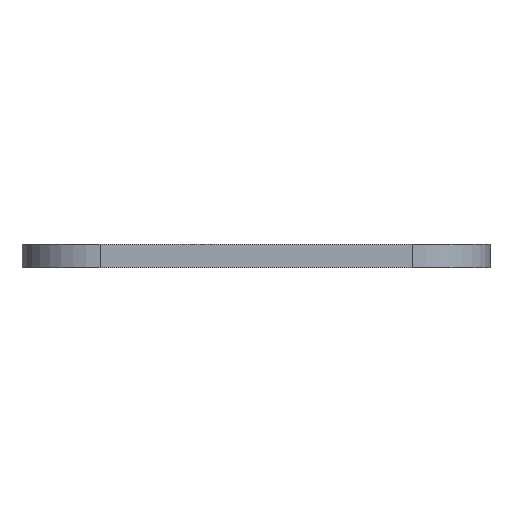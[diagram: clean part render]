
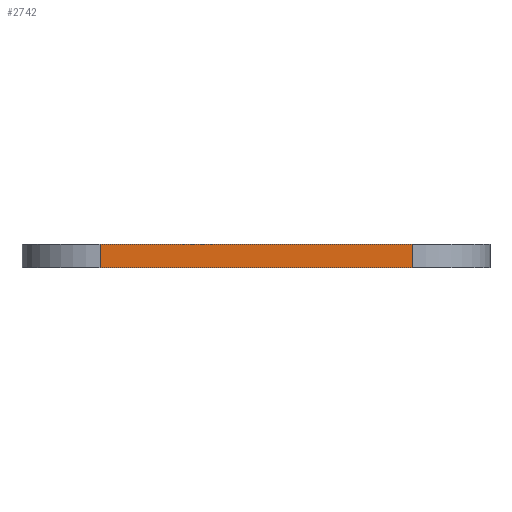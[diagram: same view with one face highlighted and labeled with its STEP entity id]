
A CAD part, front view. The second image highlights one B-rep face of the part: STEP entity #2742.
In plain terms, the highlighted planar face has unit normal (0, -1, 0).
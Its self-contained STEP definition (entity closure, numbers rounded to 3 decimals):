
#100=PLANE('',#3053);
#238=FACE_OUTER_BOUND('',#404,.T.);
#404=EDGE_LOOP('',(#2515,#2516,#2517,#2518));
#422=LINE('',#3973,#666);
#524=LINE('',#4362,#768);
#648=LINE('',#4700,#892);
#649=LINE('',#4702,#893);
#666=VECTOR('',#3139,10.);
#768=VECTOR('',#3493,10.);
#892=VECTOR('',#3887,10.);
#893=VECTOR('',#3890,10.);
#1079=VERTEX_POINT('',#3970);
#1080=VERTEX_POINT('',#3972);
#1240=VERTEX_POINT('',#4359);
#1241=VERTEX_POINT('',#4361);
#1355=EDGE_CURVE('',#1079,#1080,#422,.T.);
#1550=EDGE_CURVE('',#1241,#1240,#524,.T.);
#1720=EDGE_CURVE('',#1240,#1080,#648,.T.);
#1721=EDGE_CURVE('',#1241,#1079,#649,.T.);
#2515=ORIENTED_EDGE('',*,*,#1550,.T.);
#2516=ORIENTED_EDGE('',*,*,#1720,.T.);
#2517=ORIENTED_EDGE('',*,*,#1355,.F.);
#2518=ORIENTED_EDGE('',*,*,#1721,.F.);
#2742=ADVANCED_FACE('',(#238),#100,.T.);
#3053=AXIS2_PLACEMENT_3D('',#4701,#3888,#3889);
#3139=DIRECTION('',(1.,0.,0.));
#3493=DIRECTION('',(1.,0.,0.));
#3887=DIRECTION('',(0.,0.,1.));
#3888=DIRECTION('center_axis',(0.,-1.,0.));
#3889=DIRECTION('ref_axis',(1.,0.,0.));
#3890=DIRECTION('',(0.,0.,1.));
#3970=CARTESIAN_POINT('',(-200.,-240.,12.));
#3972=CARTESIAN_POINT('',(-40.,-240.,12.));
#3973=CARTESIAN_POINT('',(-200.,-240.,12.));
#4359=CARTESIAN_POINT('',(-40.,-240.,0.));
#4361=CARTESIAN_POINT('',(-200.,-240.,0.));
#4362=CARTESIAN_POINT('',(-200.,-240.,0.));
#4700=CARTESIAN_POINT('',(-40.,-240.,0.));
#4701=CARTESIAN_POINT('Origin',(-200.,-240.,0.));
#4702=CARTESIAN_POINT('',(-200.,-240.,0.));
